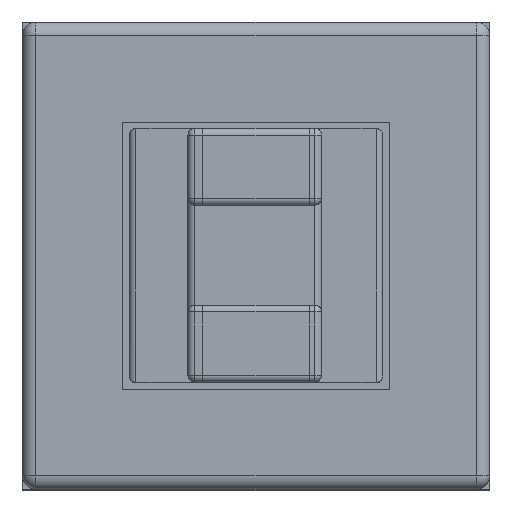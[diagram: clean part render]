
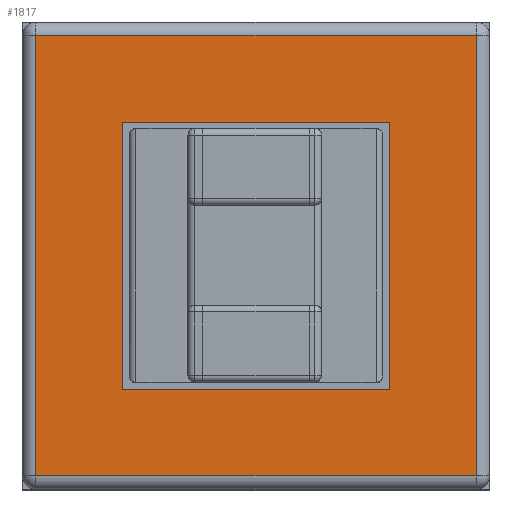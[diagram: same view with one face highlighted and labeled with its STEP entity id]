
A CAD part, top view. The second image highlights one B-rep face of the part: STEP entity #1817.
In plain terms, the highlighted planar face has unit normal (0, 0, 1).
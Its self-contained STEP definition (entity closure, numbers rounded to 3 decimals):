
#1154 = VERTEX_POINT('',#1155);
#1155 = CARTESIAN_POINT('',(-1.3,5.84,6.));
#1162 = EDGE_CURVE('',#1154,#1163,#1165,.T.);
#1163 = VERTEX_POINT('',#1164);
#1164 = CARTESIAN_POINT('',(5.3,5.84,6.));
#1165 = LINE('',#1166,#1167);
#1166 = CARTESIAN_POINT('',(-1.5,5.84,6.));
#1167 = VECTOR('',#1168,1.);
#1168 = DIRECTION('',(1.,0.,0.));
#1306 = VERTEX_POINT('',#1307);
#1307 = CARTESIAN_POINT('',(-1.3,-0.76,6.));
#1314 = EDGE_CURVE('',#1306,#1154,#1315,.T.);
#1315 = LINE('',#1316,#1317);
#1316 = CARTESIAN_POINT('',(-1.3,-0.96,6.));
#1317 = VECTOR('',#1318,1.);
#1318 = DIRECTION('',(0.,1.,0.));
#1417 = EDGE_CURVE('',#1163,#1418,#1420,.T.);
#1418 = VERTEX_POINT('',#1419);
#1419 = CARTESIAN_POINT('',(5.3,-0.76,6.));
#1420 = LINE('',#1421,#1422);
#1421 = CARTESIAN_POINT('',(5.3,6.04,6.));
#1422 = VECTOR('',#1423,1.);
#1423 = DIRECTION('',(0.,-1.,0.));
#1805 = EDGE_CURVE('',#1418,#1306,#1806,.T.);
#1806 = LINE('',#1807,#1808);
#1807 = CARTESIAN_POINT('',(5.5,-0.76,6.));
#1808 = VECTOR('',#1809,1.);
#1809 = DIRECTION('',(-1.,0.,0.));
#1817 = ADVANCED_FACE('',(#1818,#1824),#1858,.T.);
#1818 = FACE_BOUND('',#1819,.T.);
#1819 = EDGE_LOOP('',(#1820,#1821,#1822,#1823));
#1820 = ORIENTED_EDGE('',*,*,#1417,.F.);
#1821 = ORIENTED_EDGE('',*,*,#1162,.F.);
#1822 = ORIENTED_EDGE('',*,*,#1314,.F.);
#1823 = ORIENTED_EDGE('',*,*,#1805,.F.);
#1824 = FACE_BOUND('',#1825,.T.);
#1825 = EDGE_LOOP('',(#1826,#1836,#1844,#1852));
#1826 = ORIENTED_EDGE('',*,*,#1827,.T.);
#1827 = EDGE_CURVE('',#1828,#1830,#1832,.T.);
#1828 = VERTEX_POINT('',#1829);
#1829 = CARTESIAN_POINT('',(0.,0.54,6.));
#1830 = VERTEX_POINT('',#1831);
#1831 = CARTESIAN_POINT('',(0.,4.54,6.));
#1832 = LINE('',#1833,#1834);
#1833 = CARTESIAN_POINT('',(0.,0.54,6.));
#1834 = VECTOR('',#1835,1.);
#1835 = DIRECTION('',(0.,1.,0.));
#1836 = ORIENTED_EDGE('',*,*,#1837,.T.);
#1837 = EDGE_CURVE('',#1830,#1838,#1840,.T.);
#1838 = VERTEX_POINT('',#1839);
#1839 = CARTESIAN_POINT('',(4.,4.54,6.));
#1840 = LINE('',#1841,#1842);
#1841 = CARTESIAN_POINT('',(0.,4.54,6.));
#1842 = VECTOR('',#1843,1.);
#1843 = DIRECTION('',(1.,0.,0.));
#1844 = ORIENTED_EDGE('',*,*,#1845,.T.);
#1845 = EDGE_CURVE('',#1838,#1846,#1848,.T.);
#1846 = VERTEX_POINT('',#1847);
#1847 = CARTESIAN_POINT('',(4.,0.54,6.));
#1848 = LINE('',#1849,#1850);
#1849 = CARTESIAN_POINT('',(4.,4.54,6.));
#1850 = VECTOR('',#1851,1.);
#1851 = DIRECTION('',(0.,-1.,0.));
#1852 = ORIENTED_EDGE('',*,*,#1853,.T.);
#1853 = EDGE_CURVE('',#1846,#1828,#1854,.T.);
#1854 = LINE('',#1855,#1856);
#1855 = CARTESIAN_POINT('',(4.,0.54,6.));
#1856 = VECTOR('',#1857,1.);
#1857 = DIRECTION('',(-1.,0.,0.));
#1858 = PLANE('',#1859);
#1859 = AXIS2_PLACEMENT_3D('',#1860,#1861,#1862);
#1860 = CARTESIAN_POINT('',(2.,2.54,6.));
#1861 = DIRECTION('',(0.,0.,1.));
#1862 = DIRECTION('',(1.,0.,0.));
